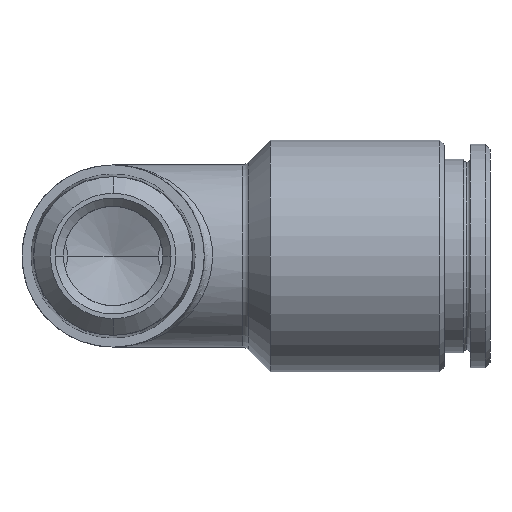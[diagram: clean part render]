
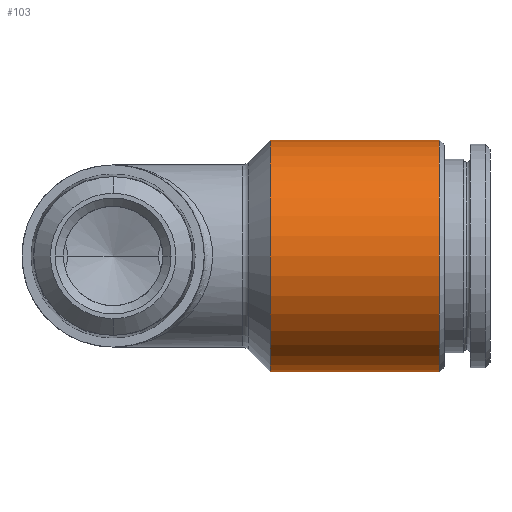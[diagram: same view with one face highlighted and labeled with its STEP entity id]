
A CAD part, front view. The second image highlights one B-rep face of the part: STEP entity #103.
In plain terms, the highlighted cylindrical face has radius 7 mm (diameter 14 mm), a partial arc.
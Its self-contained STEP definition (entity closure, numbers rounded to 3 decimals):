
#1 = ORIENTED_EDGE ( 'NONE', *, *, #2, .T. ) ;
#2 = EDGE_CURVE ( 'NONE', #397, #306, #285, .T. ) ;
#43 = ORIENTED_EDGE ( 'NONE', *, *, #65, .T. ) ;
#65 = EDGE_CURVE ( 'NONE', #407, #305, #1450, .T. ) ;
#100 = ORIENTED_EDGE ( 'NONE', *, *, #297, .T. ) ;
#103 = ADVANCED_FACE ( 'NONE', ( #1586 ), #1589, .T. ) ;
#104 = ORIENTED_EDGE ( 'NONE', *, *, #386, .F. ) ;
#106 = EDGE_LOOP ( 'NONE', ( #104, #1, #100, #43 ) ) ;
#281 = DIRECTION ( 'NONE',  ( 0., 0., 1. ) ) ;
#282 = DIRECTION ( 'NONE',  ( -1., 0., 0. ) ) ;
#283 = CARTESIAN_POINT ( 'NONE',  ( 19.7, 0., 0. ) ) ;
#284 = AXIS2_PLACEMENT_3D ( 'NONE', #283, #282, #281 ) ;
#285 = CIRCLE ( 'NONE', #284, 7. ) ;
#297 = EDGE_CURVE ( 'NONE', #306, #407, #1976, .T. ) ;
#305 = VERTEX_POINT ( 'NONE', #1961 ) ;
#306 = VERTEX_POINT ( 'NONE', #1960 ) ;
#386 = EDGE_CURVE ( 'NONE', #397, #305, #1889, .T. ) ;
#397 = VERTEX_POINT ( 'NONE', #1950 ) ;
#407 = VERTEX_POINT ( 'NONE', #1994 ) ;
#1446 = DIRECTION ( 'NONE',  ( 0., 0., -1. ) ) ;
#1447 = DIRECTION ( 'NONE',  ( 1., 0., 0. ) ) ;
#1448 = CARTESIAN_POINT ( 'NONE',  ( 9.5, 0., 0. ) ) ;
#1449 = AXIS2_PLACEMENT_3D ( 'NONE', #1448, #1447, #1446 ) ;
#1450 = CIRCLE ( 'NONE', #1449, 7. ) ;
#1586 = FACE_OUTER_BOUND ( 'NONE', #106, .T. ) ;
#1588 = AXIS2_PLACEMENT_3D ( 'NONE', #1632, #1631, #1630 ) ;
#1589 = CYLINDRICAL_SURFACE ( 'NONE', #1588, 7. ) ;
#1630 = DIRECTION ( 'NONE',  ( 0., 0., 1. ) ) ;
#1631 = DIRECTION ( 'NONE',  ( -1., 0., 0. ) ) ;
#1632 = CARTESIAN_POINT ( 'NONE',  ( -4.107, 0., 0. ) ) ;
#1886 = DIRECTION ( 'NONE',  ( -1., 0., 0. ) ) ;
#1887 = VECTOR ( 'NONE', #1886, 1000. ) ;
#1888 = CARTESIAN_POINT ( 'NONE',  ( -4.107, 0., -7. ) ) ;
#1889 = LINE ( 'NONE', #1888, #1887 ) ;
#1950 = CARTESIAN_POINT ( 'NONE',  ( 19.7, 0., -7. ) ) ;
#1960 = CARTESIAN_POINT ( 'NONE',  ( 19.7, 0., 7. ) ) ;
#1961 = CARTESIAN_POINT ( 'NONE',  ( 9.5, 0., -7. ) ) ;
#1976 = LINE ( 'NONE', #2033, #2032 ) ;
#1994 = CARTESIAN_POINT ( 'NONE',  ( 9.5, 0., 7. ) ) ;
#2031 = DIRECTION ( 'NONE',  ( -1., 0., 0. ) ) ;
#2032 = VECTOR ( 'NONE', #2031, 1000. ) ;
#2033 = CARTESIAN_POINT ( 'NONE',  ( -4.107, 0., 7. ) ) ;
